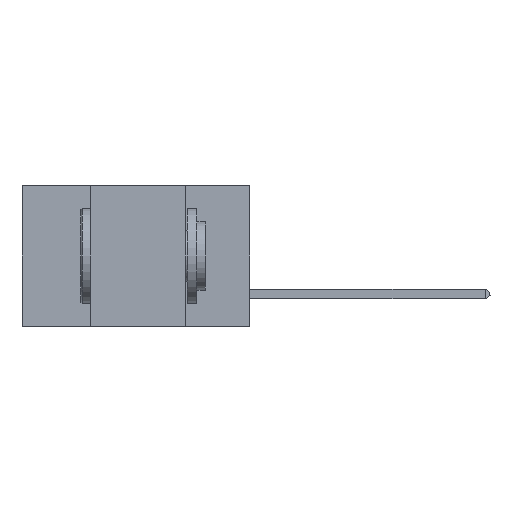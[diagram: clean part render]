
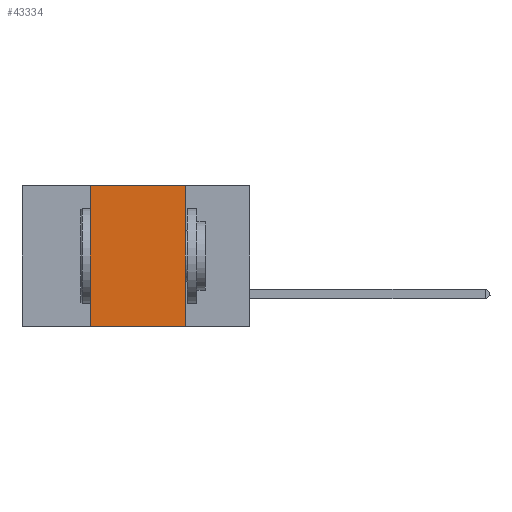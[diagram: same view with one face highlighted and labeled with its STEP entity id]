
A CAD part, left-side view. The second image highlights one B-rep face of the part: STEP entity #43334.
In plain terms, the highlighted planar face has unit normal (-1, 0, 0).
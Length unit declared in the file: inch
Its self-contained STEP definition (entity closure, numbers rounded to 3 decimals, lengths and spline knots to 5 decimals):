
#1317 = EDGE_CURVE ( 'NONE', #37235, #31351, #45105, .T. ) ;
#1662 = CARTESIAN_POINT ( 'NONE',  ( 0., 0.6, 0. ) ) ;
#3720 = EDGE_LOOP ( 'NONE', ( #27085, #37849, #22956, #33944 ) ) ;
#6262 = DIRECTION ( 'NONE',  ( 0., -1., 0. ) ) ;
#6338 = DIRECTION ( 'NONE',  ( 0., 0., 1. ) ) ;
#6834 = LINE ( 'NONE', #21612, #17684 ) ;
#8093 = LINE ( 'NONE', #24934, #19496 ) ;
#9855 = CARTESIAN_POINT ( 'NONE',  ( 0., 0.42, 0. ) ) ;
#10260 = DIRECTION ( 'NONE',  ( 0., -1., 0. ) ) ;
#11546 = DIRECTION ( 'NONE',  ( 0., 0., -1. ) ) ;
#12469 = EDGE_CURVE ( 'NONE', #31351, #36021, #23947, .T. ) ;
#13328 = CARTESIAN_POINT ( 'NONE',  ( 0., 0.17, -0.37 ) ) ;
#17684 = VECTOR ( 'NONE', #6338, 39.37008 ) ;
#18248 = VECTOR ( 'NONE', #46414, 39.37008 ) ;
#18691 = EDGE_CURVE ( 'NONE', #21781, #36021, #8093, .T. ) ;
#19496 = VECTOR ( 'NONE', #10260, 39.37008 ) ;
#21612 = CARTESIAN_POINT ( 'NONE',  ( 0., 0.42, 0. ) ) ;
#21781 = VERTEX_POINT ( 'NONE', #45250 ) ;
#22816 = PLANE ( 'NONE',  #29780 ) ;
#22956 = ORIENTED_EDGE ( 'NONE', *, *, #29739, .F. ) ;
#23947 = LINE ( 'NONE', #38971, #18248 ) ;
#24934 = CARTESIAN_POINT ( 'NONE',  ( 0., 0.6, -0.37 ) ) ;
#27085 = ORIENTED_EDGE ( 'NONE', *, *, #12469, .F. ) ;
#29739 = EDGE_CURVE ( 'NONE', #21781, #37235, #6834, .T. ) ;
#29780 = AXIS2_PLACEMENT_3D ( 'NONE', #33773, #39309, #11546 ) ;
#31351 = VERTEX_POINT ( 'NONE', #43452 ) ;
#33773 = CARTESIAN_POINT ( 'NONE',  ( 0., 0.6, 0. ) ) ;
#33944 = ORIENTED_EDGE ( 'NONE', *, *, #18691, .T. ) ;
#36021 = VERTEX_POINT ( 'NONE', #13328 ) ;
#37235 = VERTEX_POINT ( 'NONE', #9855 ) ;
#37849 = ORIENTED_EDGE ( 'NONE', *, *, #1317, .F. ) ;
#38730 = FACE_OUTER_BOUND ( 'NONE', #3720, .T. ) ;
#38971 = CARTESIAN_POINT ( 'NONE',  ( 0., 0.17, 0. ) ) ;
#39309 = DIRECTION ( 'NONE',  ( 1., 0., 0. ) ) ;
#43334 = ADVANCED_FACE ( 'NONE', ( #38730 ), #22816, .F. ) ;
#43452 = CARTESIAN_POINT ( 'NONE',  ( 0., 0.17, 0. ) ) ;
#45105 = LINE ( 'NONE', #1662, #46300 ) ;
#45250 = CARTESIAN_POINT ( 'NONE',  ( 0., 0.42, -0.37 ) ) ;
#46300 = VECTOR ( 'NONE', #6262, 39.37008 ) ;
#46414 = DIRECTION ( 'NONE',  ( 0., 0., -1. ) ) ;
